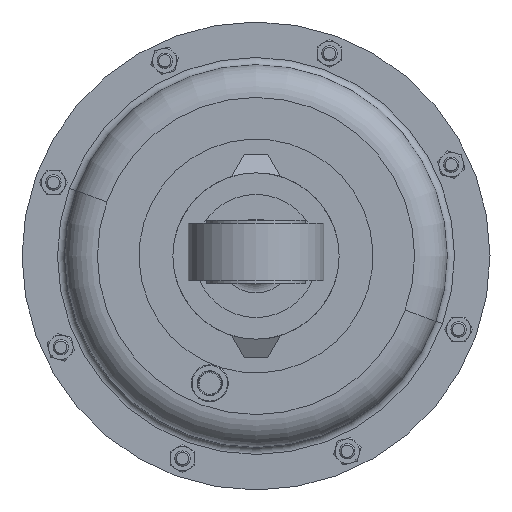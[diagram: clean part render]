
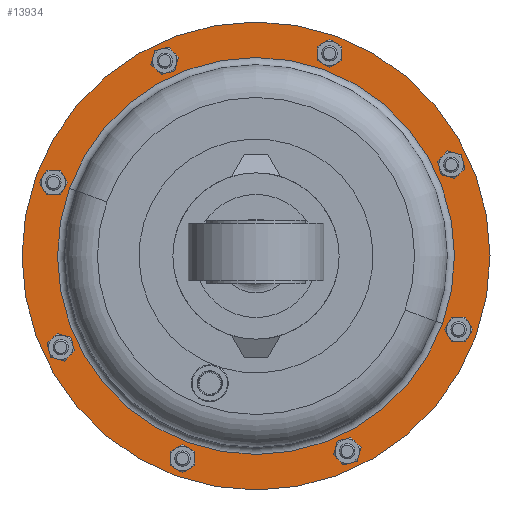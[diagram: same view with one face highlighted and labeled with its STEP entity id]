
A CAD part, front view. The second image highlights one B-rep face of the part: STEP entity #13934.
In plain terms, the highlighted planar face has unit normal (0, -1, 0).
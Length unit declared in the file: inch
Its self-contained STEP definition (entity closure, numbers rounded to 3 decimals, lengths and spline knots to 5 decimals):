
#239 = DIRECTION ( 'NONE',  ( 0., 1., 0. ) ) ;
#489 = CIRCLE ( 'NONE', #11683, 4.75 ) ;
#1832 = ORIENTED_EDGE ( 'NONE', *, *, #9878, .T. ) ;
#2879 = VERTEX_POINT ( 'NONE', #14493 ) ;
#3144 = CARTESIAN_POINT ( 'NONE',  ( 0., 8.4225, 0.5 ) ) ;
#3380 = CIRCLE ( 'NONE', #12320, 4.029 ) ;
#3659 = PLANE ( 'NONE',  #17244 ) ;
#4946 = VERTEX_POINT ( 'NONE', #12714 ) ;
#5134 = DIRECTION ( 'NONE',  ( 0., -1., 0. ) ) ;
#6600 = DIRECTION ( 'NONE',  ( -0.94, 0., 0.341 ) ) ;
#6614 = FACE_BOUND ( 'NONE', #6897, .T. ) ;
#6781 = EDGE_CURVE ( 'NONE', #2879, #17773, #9622, .T. ) ;
#6897 = EDGE_LOOP ( 'NONE', ( #12436, #1832 ) ) ;
#7718 = EDGE_CURVE ( 'NONE', #17773, #2879, #489, .T. ) ;
#7883 = DIRECTION ( 'NONE',  ( 0.94, 0., -0.341 ) ) ;
#8152 = CARTESIAN_POINT ( 'NONE',  ( 0., 8.4225, 0.5 ) ) ;
#8879 = DIRECTION ( 'NONE',  ( 0., 1., 0. ) ) ;
#9538 = ORIENTED_EDGE ( 'NONE', *, *, #7718, .F. ) ;
#9622 = CIRCLE ( 'NONE', #14369, 4.75 ) ;
#9878 = EDGE_CURVE ( 'NONE', #4946, #11075, #3380, .T. ) ;
#11044 = EDGE_CURVE ( 'NONE', #11075, #4946, #12636, .T. ) ;
#11075 = VERTEX_POINT ( 'NONE', #17946 ) ;
#11683 = AXIS2_PLACEMENT_3D ( 'NONE', #8152, #12398, #13882 ) ;
#12287 = EDGE_LOOP ( 'NONE', ( #9538, #18905 ) ) ;
#12320 = AXIS2_PLACEMENT_3D ( 'NONE', #17693, #8879, #7883 ) ;
#12398 = DIRECTION ( 'NONE',  ( 0., 1., 0. ) ) ;
#12436 = ORIENTED_EDGE ( 'NONE', *, *, #11044, .T. ) ;
#12636 = CIRCLE ( 'NONE', #18160, 4.029 ) ;
#12714 = CARTESIAN_POINT ( 'NONE',  ( -3.7874, 8.4225, 1.87419 ) ) ;
#13882 = DIRECTION ( 'NONE',  ( 0.94, 0., -0.341 ) ) ;
#13934 = ADVANCED_FACE ( 'NONE', ( #6614, #15308 ), #3659, .T. ) ;
#14369 = AXIS2_PLACEMENT_3D ( 'NONE', #14563, #16262, #14756 ) ;
#14493 = CARTESIAN_POINT ( 'NONE',  ( -4.46517, 8.4225, 2.12011 ) ) ;
#14563 = CARTESIAN_POINT ( 'NONE',  ( 0., 8.4225, 0.5 ) ) ;
#14756 = DIRECTION ( 'NONE',  ( 0.94, 0., -0.341 ) ) ;
#15308 = FACE_OUTER_BOUND ( 'NONE', #12287, .T. ) ;
#16262 = DIRECTION ( 'NONE',  ( 0., 1., 0. ) ) ;
#16404 = DIRECTION ( 'NONE',  ( 0.94, 0., -0.341 ) ) ;
#16439 = CARTESIAN_POINT ( 'NONE',  ( 4.46517, 8.4225, -1.12011 ) ) ;
#17244 = AXIS2_PLACEMENT_3D ( 'NONE', #18390, #5134, #6600 ) ;
#17693 = CARTESIAN_POINT ( 'NONE',  ( 0., 8.4225, 0.5 ) ) ;
#17773 = VERTEX_POINT ( 'NONE', #16439 ) ;
#17946 = CARTESIAN_POINT ( 'NONE',  ( 3.7874, 8.4225, -0.87419 ) ) ;
#18160 = AXIS2_PLACEMENT_3D ( 'NONE', #3144, #239, #16404 ) ;
#18390 = CARTESIAN_POINT ( 'NONE',  ( -1.62011, 8.4225, -3.96517 ) ) ;
#18905 = ORIENTED_EDGE ( 'NONE', *, *, #6781, .F. ) ;
